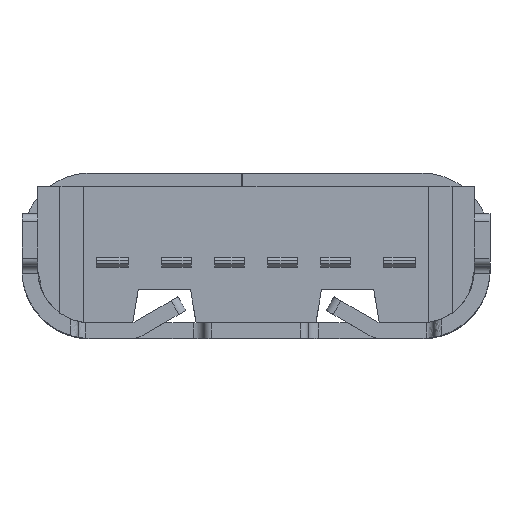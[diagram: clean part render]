
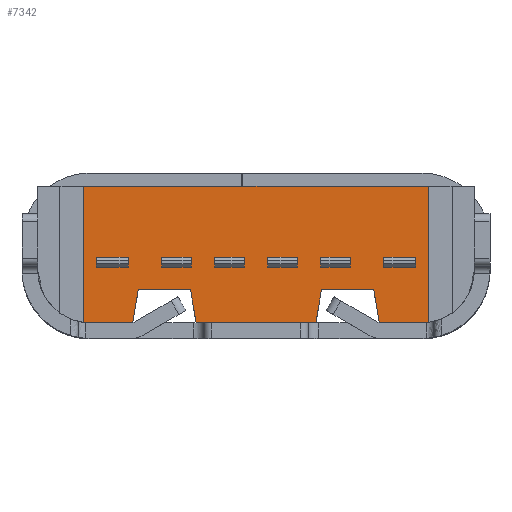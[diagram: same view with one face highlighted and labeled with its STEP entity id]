
A CAD part, top view. The second image highlights one B-rep face of the part: STEP entity #7342.
In plain terms, the highlighted free-form (B-spline) face has degree [1, 1] with [2, 2] control points.
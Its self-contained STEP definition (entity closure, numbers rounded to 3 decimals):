
#6488 = VERTEX_POINT('',#6489);
#6489 = CARTESIAN_POINT('',(-3.246,-0.938,
    8.8));
#6494 = EDGE_CURVE('',#6495,#6488,#6497,.T.);
#6495 = VERTEX_POINT('',#6496);
#6496 = CARTESIAN_POINT('',(-3.397,-1.843,
    8.8));
#6497 = B_SPLINE_CURVE_WITH_KNOTS('',1,(#6498,#6499),.UNSPECIFIED.,.F.,
  .F.,(2,2),(-0.551,0.085),
  .PIECEWISE_BEZIER_KNOTS.);
#6498 = CARTESIAN_POINT('',(-3.397,-1.843,
    8.8));
#6499 = CARTESIAN_POINT('',(-3.246,-0.938,
    8.8));
#6917 = VERTEX_POINT('',#6918);
#6918 = CARTESIAN_POINT('',(-4.753,-1.835,
    8.8));
#6923 = EDGE_CURVE('',#6917,#6924,#6926,.T.);
#6924 = VERTEX_POINT('',#6925);
#6925 = CARTESIAN_POINT('',(-4.753,1.919,
    8.8));
#6926 = B_SPLINE_CURVE_WITH_KNOTS('',1,(#6927,#6928),.UNSPECIFIED.,.F.,
  .F.,(2,2),(-1.272,1.33),.PIECEWISE_BEZIER_KNOTS.);
#6927 = CARTESIAN_POINT('',(-4.753,-1.835,
    8.8));
#6928 = CARTESIAN_POINT('',(-4.753,1.919,
    8.8));
#6947 = VERTEX_POINT('',#6948);
#6948 = CARTESIAN_POINT('',(3.397,-1.843,
    8.8));
#6962 = VERTEX_POINT('',#6963);
#6963 = CARTESIAN_POINT('',(3.436,-1.847,
    8.8));
#6968 = EDGE_CURVE('',#6947,#6962,#6969,.T.);
#6969 = ( BOUNDED_CURVE() B_SPLINE_CURVE(2,(#6970,#6971,#6972),
.UNSPECIFIED.,.F.,.F.) B_SPLINE_CURVE_WITH_KNOTS((3,3),(0.358,
0.523),.PIECEWISE_BEZIER_KNOTS.) CURVE() 
GEOMETRIC_REPRESENTATION_ITEM() RATIONAL_B_SPLINE_CURVE((1.,
0.997,1.)) REPRESENTATION_ITEM('') );
#6970 = CARTESIAN_POINT('',(3.397,-1.843,
    8.8));
#6971 = CARTESIAN_POINT('',(3.417,-1.846,
    8.8));
#6972 = CARTESIAN_POINT('',(3.436,-1.847,
    8.8));
#7016 = VERTEX_POINT('',#7017);
#7017 = CARTESIAN_POINT('',(4.753,-1.835,8.8)
  );
#7022 = EDGE_CURVE('',#7023,#7016,#7025,.T.);
#7023 = VERTEX_POINT('',#7024);
#7024 = CARTESIAN_POINT('',(4.573,-1.846,8.8
    ));
#7025 = ( BOUNDED_CURVE() B_SPLINE_CURVE(2,(#7026,#7027,#7028),
.UNSPECIFIED.,.F.,.F.) B_SPLINE_CURVE_WITH_KNOTS((3,3),(0.,
0.125),.PIECEWISE_BEZIER_KNOTS.) CURVE() 
GEOMETRIC_REPRESENTATION_ITEM() RATIONAL_B_SPLINE_CURVE((1.,
0.998,1.)) REPRESENTATION_ITEM('') );
#7026 = CARTESIAN_POINT('',(4.573,-1.846,8.8
    ));
#7027 = CARTESIAN_POINT('',(4.663,-1.846,
    8.8));
#7028 = CARTESIAN_POINT('',(4.753,-1.835,8.8)
  );
#7089 = EDGE_CURVE('',#7090,#6495,#7092,.T.);
#7090 = VERTEX_POINT('',#7091);
#7091 = CARTESIAN_POINT('',(-3.436,-1.847,
    8.8));
#7092 = ( BOUNDED_CURVE() B_SPLINE_CURVE(2,(#7093,#7094,#7095),
.UNSPECIFIED.,.F.,.F.) B_SPLINE_CURVE_WITH_KNOTS((3,3),(0.,0.165
),.PIECEWISE_BEZIER_KNOTS.) CURVE() GEOMETRIC_REPRESENTATION_ITEM() 
RATIONAL_B_SPLINE_CURVE((1.,0.997,1.)) REPRESENTATION_ITEM('') 
  );
#7093 = CARTESIAN_POINT('',(-3.436,-1.847,
    8.8));
#7094 = CARTESIAN_POINT('',(-3.417,-1.846,
    8.8));
#7095 = CARTESIAN_POINT('',(-3.397,-1.843,
    8.8));
#7135 = VERTEX_POINT('',#7136);
#7136 = CARTESIAN_POINT('',(-4.573,-1.846,
    8.8));
#7141 = EDGE_CURVE('',#6917,#7135,#7142,.T.);
#7142 = ( BOUNDED_CURVE() B_SPLINE_CURVE(2,(#7143,#7144,#7145),
.UNSPECIFIED.,.F.,.F.) B_SPLINE_CURVE_WITH_KNOTS((3,3),(1.445,
1.571),.PIECEWISE_BEZIER_KNOTS.) CURVE() 
GEOMETRIC_REPRESENTATION_ITEM() RATIONAL_B_SPLINE_CURVE((1.,
0.998,1.)) REPRESENTATION_ITEM('') );
#7143 = CARTESIAN_POINT('',(-4.753,-1.835,
    8.8));
#7144 = CARTESIAN_POINT('',(-4.663,-1.846,
    8.8));
#7145 = CARTESIAN_POINT('',(-4.573,-1.846,
    8.8));
#7169 = EDGE_CURVE('',#7170,#6947,#7172,.T.);
#7170 = VERTEX_POINT('',#7171);
#7171 = CARTESIAN_POINT('',(3.246,-0.938,
    8.8));
#7172 = B_SPLINE_CURVE_WITH_KNOTS('',1,(#7173,#7174),.UNSPECIFIED.,.F.,
  .F.,(2,2),(0.778,1.414),.PIECEWISE_BEZIER_KNOTS.);
#7173 = CARTESIAN_POINT('',(3.246,-0.938,
    8.8));
#7174 = CARTESIAN_POINT('',(3.397,-1.843,
    8.8));
#7199 = VERTEX_POINT('',#7200);
#7200 = CARTESIAN_POINT('',(4.753,1.919,8.8)
  );
#7205 = EDGE_CURVE('',#7016,#7199,#7206,.T.);
#7206 = B_SPLINE_CURVE_WITH_KNOTS('',1,(#7207,#7208),.UNSPECIFIED.,.F.,
  .F.,(2,2),(-1.272,1.33),.PIECEWISE_BEZIER_KNOTS.);
#7207 = CARTESIAN_POINT('',(4.753,-1.835,8.8)
  );
#7208 = CARTESIAN_POINT('',(4.753,1.919,8.8)
  );
#7221 = EDGE_CURVE('',#7090,#7135,#7222,.T.);
#7222 = B_SPLINE_CURVE_WITH_KNOTS('',1,(#7223,#7224),.UNSPECIFIED.,.F.,
  .F.,(2,2),(-0.913,-0.125),.PIECEWISE_BEZIER_KNOTS.);
#7223 = CARTESIAN_POINT('',(-3.436,-1.846,
    8.8));
#7224 = CARTESIAN_POINT('',(-4.573,-1.846,
    8.8));
#7236 = EDGE_CURVE('',#7237,#7170,#7239,.T.);
#7237 = VERTEX_POINT('',#7238);
#7238 = CARTESIAN_POINT('',(1.803,-0.938,
    8.8));
#7239 = B_SPLINE_CURVE_WITH_KNOTS('',1,(#7240,#7241),.UNSPECIFIED.,.F.,
  .F.,(2,2),(2.273,3.273),.PIECEWISE_BEZIER_KNOTS.);
#7240 = CARTESIAN_POINT('',(1.803,-0.938,
    8.8));
#7241 = CARTESIAN_POINT('',(3.246,-0.938,
    8.8));
#7258 = EDGE_CURVE('',#7259,#7237,#7261,.T.);
#7259 = VERTEX_POINT('',#7260);
#7260 = CARTESIAN_POINT('',(1.651,-1.846,8.8)
  );
#7261 = B_SPLINE_CURVE_WITH_KNOTS('',1,(#7262,#7263),.UNSPECIFIED.,.F.,
  .F.,(2,2),(-0.265,0.374),.PIECEWISE_BEZIER_KNOTS.);
#7262 = CARTESIAN_POINT('',(1.651,-1.846,8.8)
  );
#7263 = CARTESIAN_POINT('',(1.803,-0.938,
    8.8));
#7282 = EDGE_CURVE('',#7283,#7285,#7287,.T.);
#7283 = VERTEX_POINT('',#7284);
#7284 = CARTESIAN_POINT('',(-1.803,-0.938,
    8.8));
#7285 = VERTEX_POINT('',#7286);
#7286 = CARTESIAN_POINT('',(-1.651,-1.846,
    8.8));
#7287 = B_SPLINE_CURVE_WITH_KNOTS('',1,(#7288,#7289),.UNSPECIFIED.,.F.,
  .F.,(2,2),(0.489,1.128),.PIECEWISE_BEZIER_KNOTS.);
#7288 = CARTESIAN_POINT('',(-1.803,-0.938,
    8.8));
#7289 = CARTESIAN_POINT('',(-1.651,-1.846,
    8.8));
#7312 = EDGE_CURVE('',#6488,#7283,#7313,.T.);
#7313 = B_SPLINE_CURVE_WITH_KNOTS('',1,(#7314,#7315),.UNSPECIFIED.,.F.,
  .F.,(2,2),(0.522,1.522),.PIECEWISE_BEZIER_KNOTS.);
#7314 = CARTESIAN_POINT('',(-3.246,-0.938,
    8.8));
#7315 = CARTESIAN_POINT('',(-1.803,-0.938,
    8.8));
#7331 = EDGE_CURVE('',#7023,#6962,#7332,.T.);
#7332 = B_SPLINE_CURVE_WITH_KNOTS('',1,(#7333,#7334),.UNSPECIFIED.,.F.,
  .F.,(2,2),(-6.465,-5.677),.PIECEWISE_BEZIER_KNOTS.);
#7333 = CARTESIAN_POINT('',(4.573,-1.846,
    8.8));
#7334 = CARTESIAN_POINT('',(3.436,-1.846,
    8.8));
#7342 = ADVANCED_FACE('',(#7343),#7369,.T.);
#7343 = FACE_BOUND('',#7344,.T.);
#7344 = EDGE_LOOP('',(#7345,#7346,#7347,#7348,#7349,#7354,#7355,#7356,
    #7357,#7358,#7359,#7360,#7361,#7366,#7367,#7368));
#7345 = ORIENTED_EDGE('',*,*,#7089,.T.);
#7346 = ORIENTED_EDGE('',*,*,#6494,.T.);
#7347 = ORIENTED_EDGE('',*,*,#7312,.T.);
#7348 = ORIENTED_EDGE('',*,*,#7282,.T.);
#7349 = ORIENTED_EDGE('',*,*,#7350,.F.);
#7350 = EDGE_CURVE('',#7259,#7285,#7351,.T.);
#7351 = B_SPLINE_CURVE_WITH_KNOTS('',1,(#7352,#7353),.UNSPECIFIED.,.F.,
  .F.,(2,2),(-4.44,-2.15),.PIECEWISE_BEZIER_KNOTS.);
#7352 = CARTESIAN_POINT('',(1.651,-1.846,8.8
    ));
#7353 = CARTESIAN_POINT('',(-1.651,-1.846,
    8.8));
#7354 = ORIENTED_EDGE('',*,*,#7258,.T.);
#7355 = ORIENTED_EDGE('',*,*,#7236,.T.);
#7356 = ORIENTED_EDGE('',*,*,#7169,.T.);
#7357 = ORIENTED_EDGE('',*,*,#6968,.T.);
#7358 = ORIENTED_EDGE('',*,*,#7331,.F.);
#7359 = ORIENTED_EDGE('',*,*,#7022,.T.);
#7360 = ORIENTED_EDGE('',*,*,#7205,.T.);
#7361 = ORIENTED_EDGE('',*,*,#7362,.T.);
#7362 = EDGE_CURVE('',#7199,#6924,#7363,.T.);
#7363 = B_SPLINE_CURVE_WITH_KNOTS('',1,(#7364,#7365),.UNSPECIFIED.,.F.,
  .F.,(2,2),(-4.942,1.648),.PIECEWISE_BEZIER_KNOTS.);
#7364 = CARTESIAN_POINT('',(4.753,1.919,8.8)
  );
#7365 = CARTESIAN_POINT('',(-4.753,1.919,
    8.8));
#7366 = ORIENTED_EDGE('',*,*,#6923,.F.);
#7367 = ORIENTED_EDGE('',*,*,#7141,.T.);
#7368 = ORIENTED_EDGE('',*,*,#7221,.F.);
#7369 = B_SPLINE_SURFACE_WITH_KNOTS('',1,1,(
    (#7370,#7371)
    ,(#7372,#7373
    )),.UNSPECIFIED.,.F.,.F.,.F.,(2,2),(2,2),(0.,
    6.59),(-1.28,1.33),.PIECEWISE_BEZIER_KNOTS.);
#7370 = CARTESIAN_POINT('',(-4.753,-1.847,
    8.8));
#7371 = CARTESIAN_POINT('',(-4.753,1.919,
    8.8));
#7372 = CARTESIAN_POINT('',(4.753,-1.847,8.8)
  );
#7373 = CARTESIAN_POINT('',(4.753,1.919,8.8)
  );
